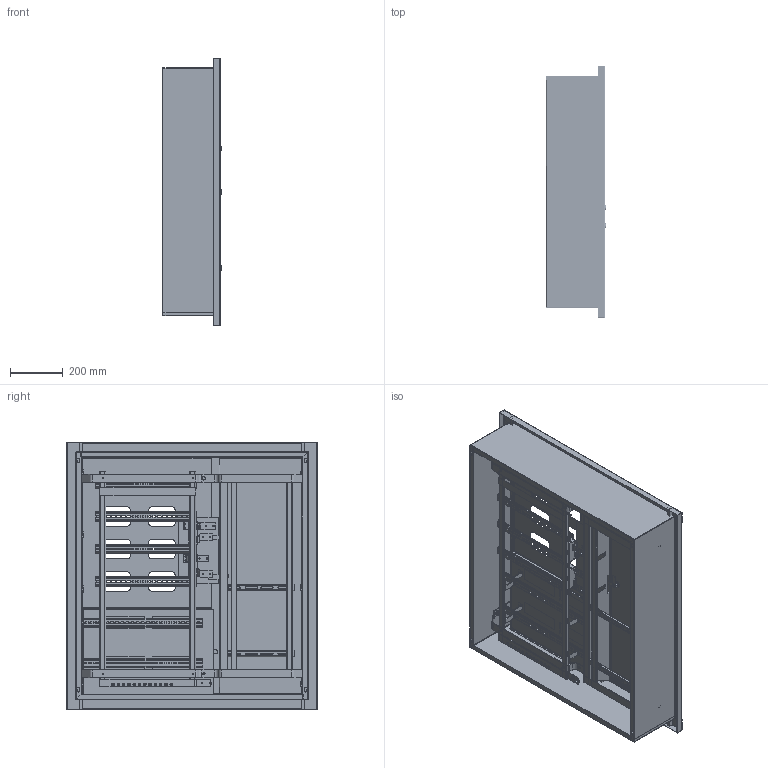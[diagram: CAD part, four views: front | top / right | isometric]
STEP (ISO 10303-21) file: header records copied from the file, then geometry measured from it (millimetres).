
FILE_DESCRIPTION (( 'STEP AP203' ), '1' );
FILE_NAME ('mb10-n-7 欼7 罺. 縺瞂劖鍣.STEP', '2021-11-25T13:50:33', ( '' ), ( '' ), 'SwSTEP 2.0', 'SolidWorks 2021', '' );
FILE_SCHEMA (( 'CONFIG_CONTROL_DESIGN' ));
Length unit declared in the file: millimetre
Products named in the file (63): Òåëî çàìêà; 佥7.05.00.001 橡铘桦黖00; ÙÝ7.11.00.005 Øèíêà PE_00; ÙÝÍ6.01.00.000 Êàðêàñ_00; 欼7.10.00.004 砎鳽鳻_00; Âèíò Ì5 ÃÎÑÒ17473-78_5å12; 欼7.00.00.005 扰鍙欙樥燲00; ﾙﾝﾍ6.01.00.002 ﾑ渼濱00; ����� ��������_������ 45��; Âèíò Ì4 ÃÎÑÒ17473-78_4å16; Áîëò Ì8 ÃÎÑÒ 7798-70_Œ8å40 8.8.; pan head cross recess screw_din_ISO 7045 - M4 x 6 - Z --- 6N; 佥7.02.01.000 拟屦黖00; ﾘ琺矜 65ﾃ 019 ﾃﾎﾑﾒ 6402-70_8; 欼7.00.00.006 扰鍙欙樥燲00; Ïðîêëàäêà ìåòàëëè÷åñêàÿ 2; Âèíò Ì5 ÃÎÑÒ17473-78_5å16; ÙÝ7.05.00.003 Ïëàñòèíà ïîïåðå÷íàÿ_00; ÙÝ7.05.00.002 Ïëàñòèíà ïîïåðå÷íàÿ_00; 佥7.00.00.003 橡铘桦黖00; 佥7.00.00.001 脏朦囗咫黖00; Ãàéêà; 欼7.01.00.004 扰鍙欙樥燲00; 佥7.04.00.001 拟屦黖00; ÙÝ7.00.00.004 Ãàéêà çàêëàäíàÿ_00; ﾙﾝﾍ6.01.00.001 ﾑ渼濱00; ÙÝ7.10.00.001 Èçîëÿòîð_00; ÙÝ7.00.00.002 Ýêðàí çàùèòíûé_00; ﾘ琺矜 01.019 ﾃﾎﾑﾒ11371-78_4; ÙÝ7.05.00.000 Ðàìà ìîíòàæíàÿ_00; 佥7.01.00.005 橡铘桦黖00; ÙÝÍ7.03.00.000 Äâåðü ó÷åòíîãî îòñåêà_00; Ïðîêëàäêà; Âèíò Ì4 ÃÎÑÒ17473-78_4å10; ÙÝ7.10.00.005 Øèíêà PE_00; ﾙﾝﾍ7.03.00.001 ﾄ粢_00; 佥7.02.00.001 拟屦黖00; ÙÝ7.01.00.001 Ñòîéêà âåðòèêàëüíàÿ_00; Øïëèíò ÃÎÑÒ 397-79_2å16.016; ÙÝ7.10.00.002 Øèíêà N_00 ...
Assembly tree (204 placements, depth 5):
  mb10-n-7 欼7 罺. 縺瞂劖鍣
    ﾙﾝﾍ7.00.00.000 ﾙ頸 跫隆_00
      ÙÝÍ6.01.00.000 Êàðêàñ_00
        ÙÝ7.01.00.001 Ñòîéêà âåðòèêàëüíàÿ_00  x2
        欼7.01.00.002 砐櫇謥玁縺_00  x2
        欼7.01.00.004 扰鍙欙樥燲00  x2
        欼7.01.00.003 盷謥蜦豂儆趌00
        佥7.01.00.005 橡铘桦黖00  x2
        ÙÝ7.01.00.006 Ïåòëÿ_00  x8
        ﾙﾝﾍ6.01.00.001 ﾑ渼濱00
        ﾙﾝﾍ6.01.00.002 ﾑ渼濱00
      ÙÝ7.02.00.000 Äâåðü ðàñïðåäåëèòåëüíîãî îòñåêà._00
        佥7.02.01.000 拟屦黖00
          佥7.02.00.001 拟屦黖00
          欼7.02.00.002 栴鍕趌00  x2
        ����� ��������_������ 45��
          Òåëî çàìêà
          Ïðîêëàäêà ìåòàëëè÷åñêàÿ
          剒蜲錪 45擤
          Washer 6402_3_gost_丐ｩ｡ 2 6 ヮ葬 6402-70
          Ïðîêëàäêà
          pan head cross recess screw_din_ISO 7045 - M4 x 6 - Z --- 6N
          Ïðîêëàäêà ìåòàëëè÷åñêàÿ 2
          Ãàéêà
          Âíóòðåííåå òåëî çàìêà
          剒蜲錪 52擤
      ÙÝ7.04.00.000 Äâåðü ñëàáîòî÷íîãî îòñåêà_00
        佥7.04.01.000 拟屦黖00
          佥7.04.00.001 拟屦黖00
          欼7.02.00.002 栴鍕趌00  x3
        ����� ��������_������ 45��
          Òåëî çàìêà
          Ïðîêëàäêà ìåòàëëè÷åñêàÿ
          剒蜲錪 45擤
          Washer 6402_3_gost_丐ｩ｡ 2 6 ヮ葬 6402-70
          Ïðîêëàäêà
          pan head cross recess screw_din_ISO 7045 - M4 x 6 - Z --- 6N
          Ïðîêëàäêà ìåòàëëè÷åñêàÿ 2
          Ãàéêà
          Âíóòðåííåå òåëî çàìêà
          剒蜲錪 52擤
      ÙÝÍ7.03.00.000 Äâåðü ó÷åòíîãî îòñåêà_00
        ﾙﾝﾍ7.03.01.000 ﾄ粢_00
          ﾙﾝﾍ7.03.00.001 ﾄ粢_00
          欼7.02.00.002 栴鍕趌00  x3
        ����� ��������_������ 45��
          Òåëî çàìêà
          Ïðîêëàäêà ìåòàëëè÷åñêàÿ
          剒蜲錪 45擤
          Washer 6402_3_gost_丐ｩ｡ 2 6 ヮ葬 6402-70
          Ïðîêëàäêà
          pan head cross recess screw_din_ISO 7045 - M4 x 6 - Z --- 6N
          Ïðîêëàäêà ìåòàëëè÷åñêàÿ 2
          Ãàéêà
          Âíóòðåííåå òåëî çàìêà
          剒蜲錪 52擤
      ÙÝ7.05.00.000 Ðàìà ìîíòàæíàÿ_00
        佥7.05.00.001 橡铘桦黖00  x2
        ÙÝ7.05.00.002 Ïëàñòèíà ïîïåðå÷íàÿ_00
        ÙÝ7.05.00.003 Ïëàñòèíà ïîïåðå÷íàÿ_00
Bounding box: 224.4 x 950 x 1010 mm (x, y, z)
Volume: 3247999.1 mm3; surface area: 6034826.9 mm2
Topology: 210 solids, 210 shells, 5258 faces, 12618 edges, 7901 vertices
Faces by surface type: plane 2842, cylinder 1837, cone 248, torus 120, sphere 116, bspline 95
Entity records: 76441 total; most frequent: CARTESIAN_POINT 17701, DIRECTION 10084, ORIENTED_EDGE 9922, EDGE_CURVE 4961, AXIS2_PLACEMENT_3D 3536, VERTEX_POINT 3214, VECTOR 3012, LINE 3012
